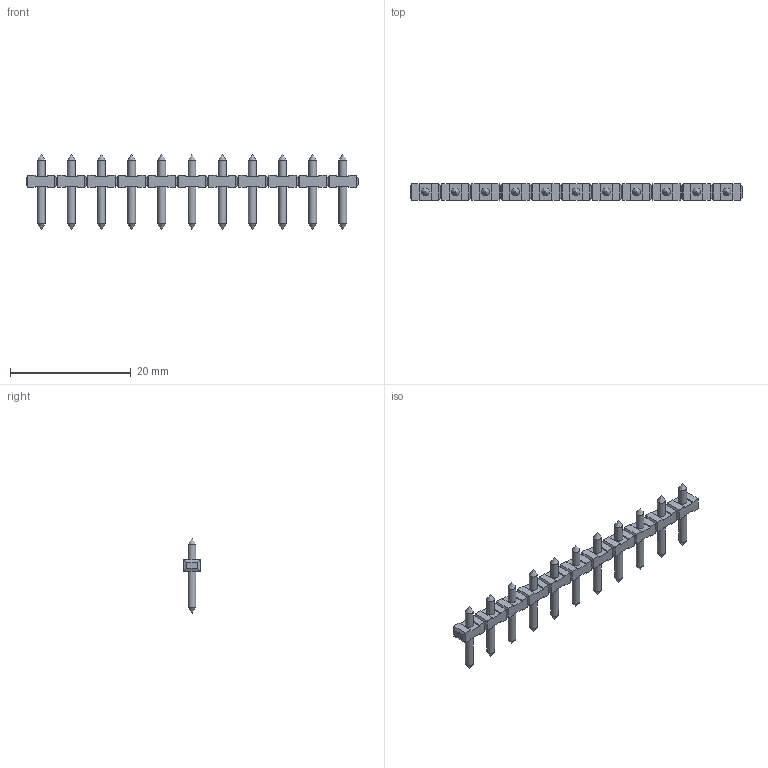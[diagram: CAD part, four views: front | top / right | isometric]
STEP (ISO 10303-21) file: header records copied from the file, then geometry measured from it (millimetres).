
FILE_DESCRIPTION(('STEP AP214'),'1');
FILE_NAME('PVS11-5.stp','2018-11-21T09:05:37',(' '),(' '),'Spatial InterOp 3D',' ',' ');
FILE_SCHEMA(('AUTOMOTIVE_DESIGN { 1 0 10303 214 1 1 1 1 }'));
Length unit declared in the file: metre
Products named in the file (1): 1
Bounding box: 55 x 2.8 x 12.5 mm (x, y, z)
Volume: 411.7 mm3; surface area: 1003.5 mm2
Topology: 1 solids, 1 shells, 266 faces, 675 edges, 411 vertices
Faces by surface type: plane 222, cone 22, cylinder 22
Full cylindrical faces by diameter (mm): 1.3 x22
Entity records: 9245 total; most frequent: CARTESIAN_POINT 1221, DIRECTION 1154, ORIENTED_EDGE 1152, EDGE_CURVE 576, LINE 532, VECTOR 532, VERTEX_POINT 378, AXIS2_PLACEMENT_3D 311
